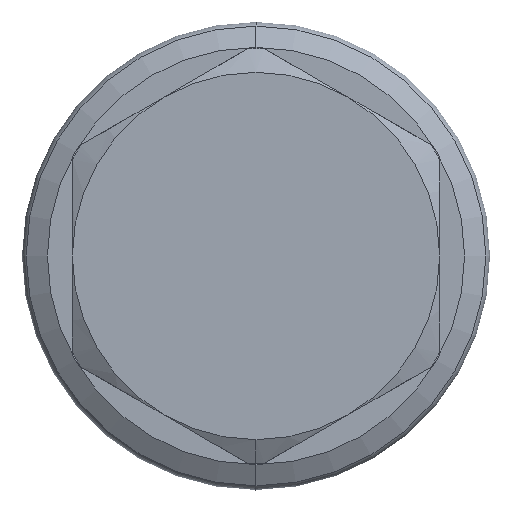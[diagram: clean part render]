
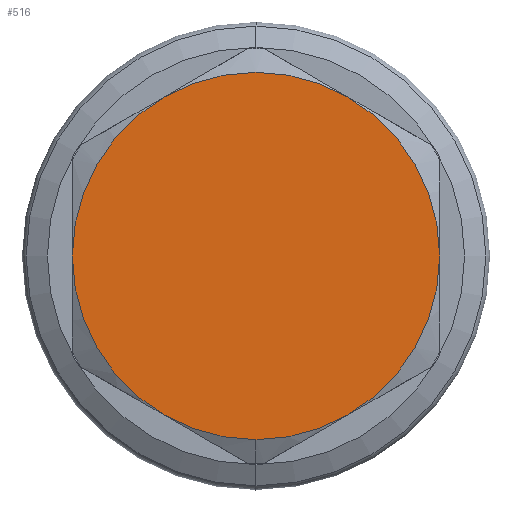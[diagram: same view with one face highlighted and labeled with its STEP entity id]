
A CAD part, left-side view. The second image highlights one B-rep face of the part: STEP entity #516.
In plain terms, the highlighted planar face has unit normal (-1, 0, 0).
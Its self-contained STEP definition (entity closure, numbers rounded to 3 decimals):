
#15 = CARTESIAN_POINT ( 'NONE',  ( 0., -7.925, -13.727 ) ) ;
#135 = CARTESIAN_POINT ( 'NONE',  ( 0., -15.85, -9.151 ) ) ;
#138 = PLANE ( 'NONE',  #6717 ) ;
#141 = DIRECTION ( 'NONE',  ( 1., 0., 0. ) ) ;
#142 = DIRECTION ( 'NONE',  ( 0., 0., -1. ) ) ;
#284 = VERTEX_POINT ( 'NONE', #15 ) ;
#374 = EDGE_LOOP ( 'NONE', ( #6030, #5970, #5959, #5963, #6056, #6059, #6024 ) ) ;
#516 = ADVANCED_FACE ( 'NONE', ( #6984 ), #138, .F. ) ;
#2645 = CARTESIAN_POINT ( 'NONE',  ( 0., -15.85, 0. ) ) ;
#2669 = CARTESIAN_POINT ( 'NONE',  ( 0., -7.925, 13.727 ) ) ;
#2673 = CARTESIAN_POINT ( 'NONE',  ( 0., 7.925, 13.727 ) ) ;
#2681 = CARTESIAN_POINT ( 'NONE',  ( 0., 7.925, -13.727 ) ) ;
#2682 = CARTESIAN_POINT ( 'NONE',  ( 0., 15.85, 0. ) ) ;
#2720 = CARTESIAN_POINT ( 'NONE',  ( 0., 0., -15.85 ) ) ;
#2960 = CARTESIAN_POINT ( 'NONE',  ( 0., 0., 0. ) ) ;
#2961 = DIRECTION ( 'NONE',  ( -1., 0., 0. ) ) ;
#2962 = DIRECTION ( 'NONE',  ( 0., 0., 1. ) ) ;
#2963 = CARTESIAN_POINT ( 'NONE',  ( 0., 0., 0. ) ) ;
#2964 = DIRECTION ( 'NONE',  ( -1., 0., 0. ) ) ;
#2965 = DIRECTION ( 'NONE',  ( 0., 0., 1. ) ) ;
#2970 = CARTESIAN_POINT ( 'NONE',  ( 0., 0., 0. ) ) ;
#2971 = DIRECTION ( 'NONE',  ( -1., 0., 0. ) ) ;
#2972 = DIRECTION ( 'NONE',  ( 0., 0., 1. ) ) ;
#3156 = CIRCLE ( 'NONE', #9406, 15.85 ) ;
#3161 = CIRCLE ( 'NONE', #9407, 15.85 ) ;
#3164 = CIRCLE ( 'NONE', #9409, 15.85 ) ;
#3193 = CIRCLE ( 'NONE', #9429, 15.85 ) ;
#3198 = CIRCLE ( 'NONE', #9433, 15.85 ) ;
#3199 = CIRCLE ( 'NONE', #9434, 15.85 ) ;
#3766 = CARTESIAN_POINT ( 'NONE',  ( 0., 0., 0. ) ) ;
#3767 = DIRECTION ( 'NONE',  ( -1., 0., 0. ) ) ;
#3768 = DIRECTION ( 'NONE',  ( 0., 0., 1. ) ) ;
#3778 = CARTESIAN_POINT ( 'NONE',  ( 0., 0., 0. ) ) ;
#3779 = DIRECTION ( 'NONE',  ( -1., 0., 0. ) ) ;
#3780 = DIRECTION ( 'NONE',  ( 0., 0., 1. ) ) ;
#3781 = CARTESIAN_POINT ( 'NONE',  ( 0., 0., 0. ) ) ;
#3782 = DIRECTION ( 'NONE',  ( -1., 0., 0. ) ) ;
#3783 = DIRECTION ( 'NONE',  ( 0., 0., 1. ) ) ;
#4453 = VERTEX_POINT ( 'NONE', #2645 ) ;
#4566 = VERTEX_POINT ( 'NONE', #2669 ) ;
#4574 = VERTEX_POINT ( 'NONE', #2673 ) ;
#4592 = VERTEX_POINT ( 'NONE', #2681 ) ;
#4594 = VERTEX_POINT ( 'NONE', #2682 ) ;
#4775 = VERTEX_POINT ( 'NONE', #2720 ) ;
#5599 = CARTESIAN_POINT ( 'NONE',  ( 0., 0., 0. ) ) ;
#5600 = DIRECTION ( 'NONE',  ( -1., 0., 0. ) ) ;
#5601 = DIRECTION ( 'NONE',  ( 0., 0., 1. ) ) ;
#5823 = CIRCLE ( 'NONE', #9554, 15.85 ) ;
#5959 = ORIENTED_EDGE ( 'NONE', *, *, #6654, .T. ) ;
#5963 = ORIENTED_EDGE ( 'NONE', *, *, #6225, .T. ) ;
#5970 = ORIENTED_EDGE ( 'NONE', *, *, #6266, .T. ) ;
#6024 = ORIENTED_EDGE ( 'NONE', *, *, #6262, .T. ) ;
#6030 = ORIENTED_EDGE ( 'NONE', *, *, #6267, .T. ) ;
#6056 = ORIENTED_EDGE ( 'NONE', *, *, #6222, .T. ) ;
#6059 = ORIENTED_EDGE ( 'NONE', *, *, #6223, .T. ) ;
#6222 = EDGE_CURVE ( 'NONE', #4453, #4566, #3156, .T. ) ;
#6223 = EDGE_CURVE ( 'NONE', #4566, #4574, #3161, .T. ) ;
#6225 = EDGE_CURVE ( 'NONE', #284, #4453, #3164, .T. ) ;
#6262 = EDGE_CURVE ( 'NONE', #4574, #4594, #3193, .T. ) ;
#6266 = EDGE_CURVE ( 'NONE', #4592, #4775, #3198, .T. ) ;
#6267 = EDGE_CURVE ( 'NONE', #4594, #4592, #3199, .T. ) ;
#6654 = EDGE_CURVE ( 'NONE', #4775, #284, #5823, .T. ) ;
#6717 = AXIS2_PLACEMENT_3D ( 'NONE', #135, #141, #142 ) ;
#6984 = FACE_OUTER_BOUND ( 'NONE', #374, .T. ) ;
#9406 = AXIS2_PLACEMENT_3D ( 'NONE', #2960, #2961, #2962 ) ;
#9407 = AXIS2_PLACEMENT_3D ( 'NONE', #2963, #2964, #2965 ) ;
#9409 = AXIS2_PLACEMENT_3D ( 'NONE', #2970, #2971, #2972 ) ;
#9429 = AXIS2_PLACEMENT_3D ( 'NONE', #3766, #3767, #3768 ) ;
#9433 = AXIS2_PLACEMENT_3D ( 'NONE', #3778, #3779, #3780 ) ;
#9434 = AXIS2_PLACEMENT_3D ( 'NONE', #3781, #3782, #3783 ) ;
#9554 = AXIS2_PLACEMENT_3D ( 'NONE', #5599, #5600, #5601 ) ;
